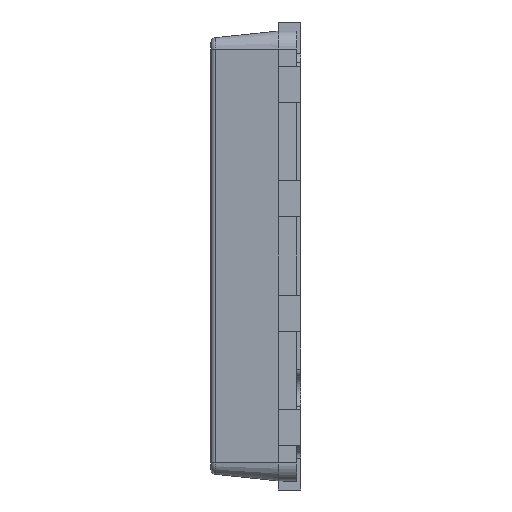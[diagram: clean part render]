
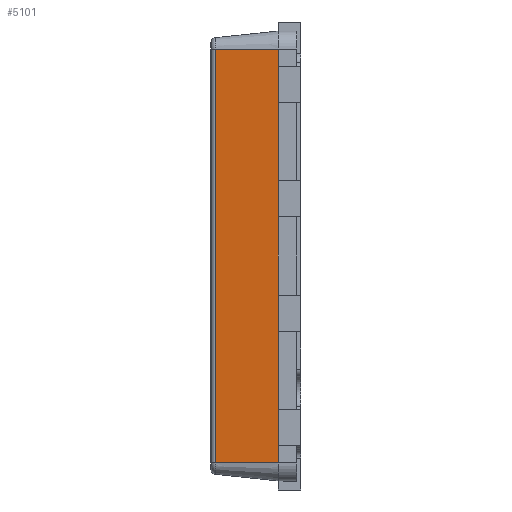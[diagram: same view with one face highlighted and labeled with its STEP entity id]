
A CAD part, left-side view. The second image highlights one B-rep face of the part: STEP entity #5101.
In plain terms, the highlighted planar face has unit normal (-0.995, 0.104, 0).
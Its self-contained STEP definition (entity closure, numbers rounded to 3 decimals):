
#118 = CARTESIAN_POINT ( 'NONE',  ( -3., 0.25, 0.435 ) ) ;
#126 = LINE ( 'NONE', #1750, #3829 ) ;
#264 = EDGE_CURVE ( 'NONE', #512, #4194, #4157, .T. ) ;
#275 = DIRECTION ( 'NONE',  ( -0.105, -0.995, 0. ) ) ;
#279 = VECTOR ( 'NONE', #5283, 1000. ) ;
#289 = CARTESIAN_POINT ( 'NONE',  ( -2.926, 0.955, 2.3 ) ) ;
#340 = CARTESIAN_POINT ( 'NONE',  ( -3., 0.25, 2.105 ) ) ;
#409 = CARTESIAN_POINT ( 'NONE',  ( -3., 0.25, 2.3 ) ) ;
#425 = VERTEX_POINT ( 'NONE', #3997 ) ;
#438 = DIRECTION ( 'NONE',  ( 0., 0., 1. ) ) ;
#455 = CARTESIAN_POINT ( 'NONE',  ( -3., 0.25, 1.705 ) ) ;
#512 = VERTEX_POINT ( 'NONE', #1883 ) ;
#556 = EDGE_CURVE ( 'NONE', #4194, #2406, #2251, .T. ) ;
#607 = VECTOR ( 'NONE', #1485, 1000. ) ;
#633 = ORIENTED_EDGE ( 'NONE', *, *, #264, .T. ) ;
#801 = CARTESIAN_POINT ( 'NONE',  ( -3., 0.25, -1.705 ) ) ;
#819 = VECTOR ( 'NONE', #5315, 1000. ) ;
#1042 = FACE_OUTER_BOUND ( 'NONE', #2835, .T. ) ;
#1197 = CARTESIAN_POINT ( 'NONE',  ( -3., 0.25, -2.105 ) ) ;
#1215 = DIRECTION ( 'NONE',  ( 0., 0., 1. ) ) ;
#1267 = VERTEX_POINT ( 'NONE', #5294 ) ;
#1336 = DIRECTION ( 'NONE',  ( -0.105, -0.995, 0. ) ) ;
#1428 = EDGE_CURVE ( 'NONE', #3438, #3631, #4099, .T. ) ;
#1485 = DIRECTION ( 'NONE',  ( 0., 0., 1. ) ) ;
#1655 = AXIS2_PLACEMENT_3D ( 'NONE', #1795, #2250, #1336 ) ;
#1673 = EDGE_CURVE ( 'NONE', #2445, #1851, #4326, .T. ) ;
#1718 = ORIENTED_EDGE ( 'NONE', *, *, #5810, .T. ) ;
#1750 = CARTESIAN_POINT ( 'NONE',  ( -3., 0.25, 2.3 ) ) ;
#1795 = CARTESIAN_POINT ( 'NONE',  ( -3., 0.25, -2.3 ) ) ;
#1824 = LINE ( 'NONE', #2314, #1984 ) ;
#1841 = EDGE_CURVE ( 'NONE', #3438, #425, #1824, .T. ) ;
#1851 = VERTEX_POINT ( 'NONE', #340 ) ;
#1883 = CARTESIAN_POINT ( 'NONE',  ( -3., 0.25, -2.3 ) ) ;
#1941 = VECTOR ( 'NONE', #5604, 1000. ) ;
#1967 = EDGE_CURVE ( 'NONE', #1267, #2445, #4889, .T. ) ;
#1984 = VECTOR ( 'NONE', #2800, 1000. ) ;
#2117 = LINE ( 'NONE', #4875, #819 ) ;
#2226 = VERTEX_POINT ( 'NONE', #2675 ) ;
#2250 = DIRECTION ( 'NONE',  ( -0.995, 0.105, 0. ) ) ;
#2251 = LINE ( 'NONE', #5179, #279 ) ;
#2304 = CARTESIAN_POINT ( 'NONE',  ( -3., 0.25, 2.3 ) ) ;
#2314 = CARTESIAN_POINT ( 'NONE',  ( -2.926, 0.955, -2.3 ) ) ;
#2359 = EDGE_CURVE ( 'NONE', #425, #512, #5482, .T. ) ;
#2406 = VERTEX_POINT ( 'NONE', #801 ) ;
#2445 = VERTEX_POINT ( 'NONE', #455 ) ;
#2461 = EDGE_CURVE ( 'NONE', #5975, #1267, #5560, .T. ) ;
#2675 = CARTESIAN_POINT ( 'NONE',  ( -3., 0.25, -0.835 ) ) ;
#2768 = VERTEX_POINT ( 'NONE', #4595 ) ;
#2773 = DIRECTION ( 'NONE',  ( -0.105, -0.995, 0. ) ) ;
#2800 = DIRECTION ( 'NONE',  ( 0., 0., -1. ) ) ;
#2835 = EDGE_LOOP ( 'NONE', ( #4646, #3973, #5935, #633, #4115, #6060, #5440, #5817, #3952, #6025, #3194, #1718 ) ) ;
#2896 = VECTOR ( 'NONE', #3381, 1000. ) ;
#2966 = VECTOR ( 'NONE', #438, 1000. ) ;
#3194 = ORIENTED_EDGE ( 'NONE', *, *, #1673, .T. ) ;
#3255 = VECTOR ( 'NONE', #2773, 1000. ) ;
#3381 = DIRECTION ( 'NONE',  ( 0., 0., 1. ) ) ;
#3438 = VERTEX_POINT ( 'NONE', #289 ) ;
#3495 = VECTOR ( 'NONE', #275, 1000. ) ;
#3631 = VERTEX_POINT ( 'NONE', #4362 ) ;
#3829 = VECTOR ( 'NONE', #5124, 1000. ) ;
#3952 = ORIENTED_EDGE ( 'NONE', *, *, #2461, .T. ) ;
#3973 = ORIENTED_EDGE ( 'NONE', *, *, #1841, .T. ) ;
#3997 = CARTESIAN_POINT ( 'NONE',  ( -2.926, 0.955, -2.3 ) ) ;
#4099 = LINE ( 'NONE', #5607, #3495 ) ;
#4115 = ORIENTED_EDGE ( 'NONE', *, *, #556, .T. ) ;
#4157 = LINE ( 'NONE', #5958, #6176 ) ;
#4194 = VERTEX_POINT ( 'NONE', #1197 ) ;
#4289 = LINE ( 'NONE', #5227, #6068 ) ;
#4326 = LINE ( 'NONE', #4329, #2896 ) ;
#4329 = CARTESIAN_POINT ( 'NONE',  ( -3., 0.25, 2.3 ) ) ;
#4353 = LINE ( 'NONE', #2304, #1941 ) ;
#4362 = CARTESIAN_POINT ( 'NONE',  ( -3., 0.25, 2.3 ) ) ;
#4527 = EDGE_CURVE ( 'NONE', #2226, #2768, #2117, .T. ) ;
#4595 = CARTESIAN_POINT ( 'NONE',  ( -3., 0.25, -0.435 ) ) ;
#4631 = PLANE ( 'NONE',  #1655 ) ;
#4646 = ORIENTED_EDGE ( 'NONE', *, *, #1428, .F. ) ;
#4753 = CARTESIAN_POINT ( 'NONE',  ( -3., 0.25, 2.3 ) ) ;
#4875 = CARTESIAN_POINT ( 'NONE',  ( -3., 0.25, 2.3 ) ) ;
#4889 = LINE ( 'NONE', #409, #2966 ) ;
#5101 = ADVANCED_FACE ( 'NONE', ( #1042 ), #4631, .T. ) ;
#5124 = DIRECTION ( 'NONE',  ( 0., 0., 1. ) ) ;
#5179 = CARTESIAN_POINT ( 'NONE',  ( -3., 0.25, 2.3 ) ) ;
#5227 = CARTESIAN_POINT ( 'NONE',  ( -3., 0.25, 2.3 ) ) ;
#5229 = EDGE_CURVE ( 'NONE', #2406, #2226, #4289, .T. ) ;
#5283 = DIRECTION ( 'NONE',  ( 0., 0., 1. ) ) ;
#5294 = CARTESIAN_POINT ( 'NONE',  ( -3., 0.25, 0.835 ) ) ;
#5315 = DIRECTION ( 'NONE',  ( 0., 0., 1. ) ) ;
#5440 = ORIENTED_EDGE ( 'NONE', *, *, #4527, .T. ) ;
#5482 = LINE ( 'NONE', #5621, #3255 ) ;
#5560 = LINE ( 'NONE', #4753, #607 ) ;
#5604 = DIRECTION ( 'NONE',  ( 0., 0., 1. ) ) ;
#5607 = CARTESIAN_POINT ( 'NONE',  ( -3., 0.25, 2.3 ) ) ;
#5621 = CARTESIAN_POINT ( 'NONE',  ( -3., 0.25, -2.3 ) ) ;
#5691 = DIRECTION ( 'NONE',  ( 0., 0., 1. ) ) ;
#5790 = EDGE_CURVE ( 'NONE', #2768, #5975, #126, .T. ) ;
#5810 = EDGE_CURVE ( 'NONE', #1851, #3631, #4353, .T. ) ;
#5817 = ORIENTED_EDGE ( 'NONE', *, *, #5790, .T. ) ;
#5935 = ORIENTED_EDGE ( 'NONE', *, *, #2359, .T. ) ;
#5958 = CARTESIAN_POINT ( 'NONE',  ( -3., 0.25, 2.3 ) ) ;
#5975 = VERTEX_POINT ( 'NONE', #118 ) ;
#6025 = ORIENTED_EDGE ( 'NONE', *, *, #1967, .T. ) ;
#6060 = ORIENTED_EDGE ( 'NONE', *, *, #5229, .T. ) ;
#6068 = VECTOR ( 'NONE', #5691, 1000. ) ;
#6176 = VECTOR ( 'NONE', #1215, 1000. ) ;
